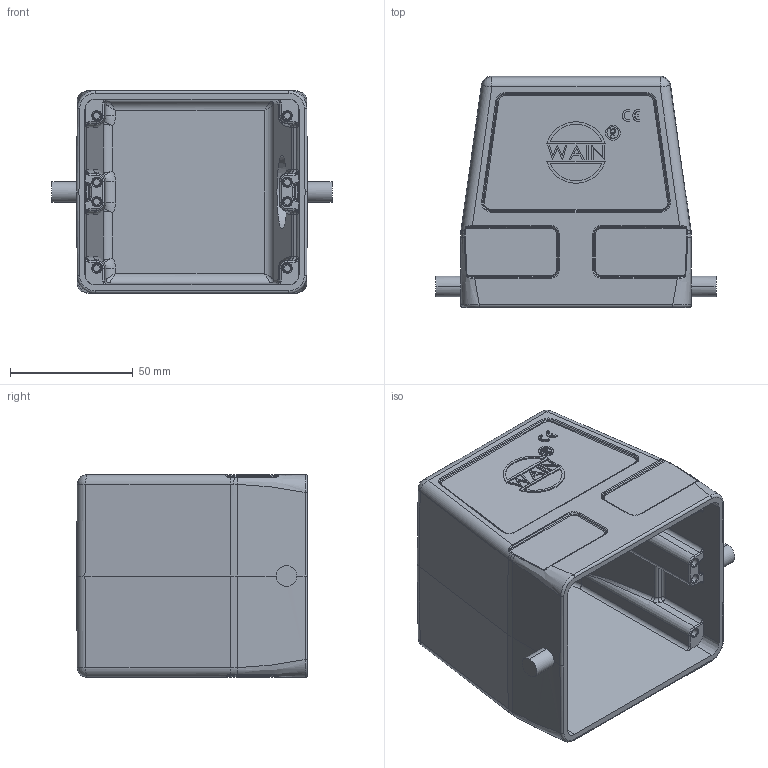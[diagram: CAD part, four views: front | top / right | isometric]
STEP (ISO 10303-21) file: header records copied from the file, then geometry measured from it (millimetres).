
FILE_DESCRIPTION(/* description */ (''),/* implementation_level */ '2;1');
FILE_NAME(/* name */ '3D_1110325151004_H32B-SE-2B-M32_V1.1.stp',/* time_stamp */ '2024-02-04T10:33:15+08:00',/* author */ (''),/* organization */ (''),/* preprocessor_version */ 'ST-DEVELOPER v18.1',/* originating_system */ 'SIEMENS PLM Software NX 1980',/* authorisation */ '');
FILE_SCHEMA (('AUTOMOTIVE_DESIGN { 1 0 10303 214 3 1 1 1 }'));
Length unit declared in the file: millimetre
Products named in the file (1): 3D_1110325151004_H32B-SE-2B-M32_V1.0_stp
Bounding box: 114 x 94 x 82.5 mm (x, y, z)
Volume: 161928.5 mm3; surface area: 71705.3 mm2
Topology: 1 solids, 1 shells, 644 faces, 1532 edges, 921 vertices
Faces by surface type: plane 241, cylinder 201, torus 116, cone 38, bspline 32, sphere 10, extrusion 6
Entity records: 21363 total; most frequent: CARTESIAN_POINT 7036, ORIENTED_EDGE 3036, DIRECTION 2837, EDGE_CURVE 1518, AXIS2_PLACEMENT_3D 1035, VERTEX_POINT 921, VECTOR 767, LINE 761
